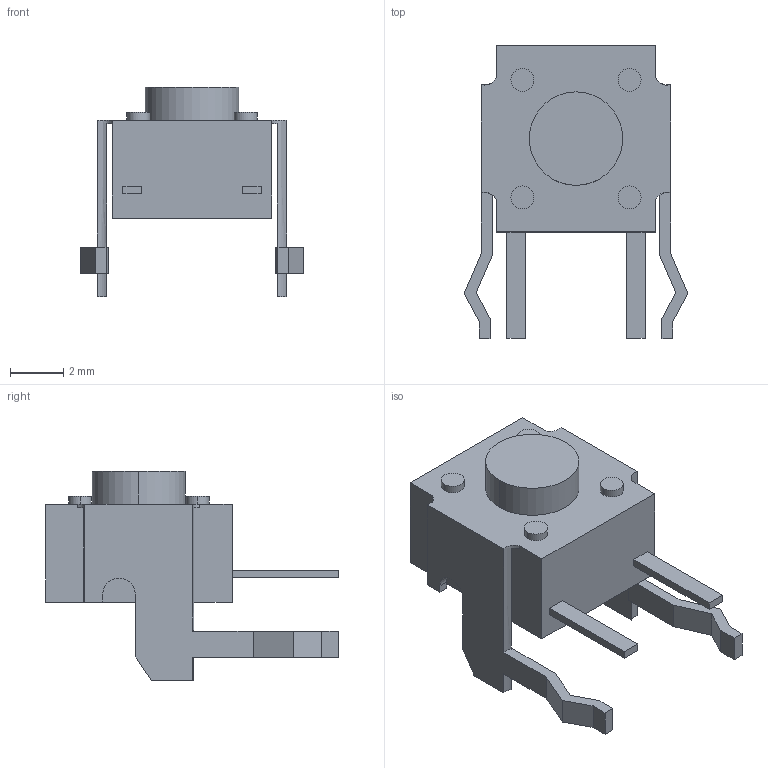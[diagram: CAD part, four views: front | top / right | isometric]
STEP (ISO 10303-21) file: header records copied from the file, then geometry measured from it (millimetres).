
FILE_DESCRIPTION (( 'STEP AP203' ), '1' );
FILE_NAME ('TE Connectivity ALCOSWITCH Switches 1825027-5.STEP', '2017-06-13T08:42:27', ( '' ), ( '' ), 'SwSTEP 2.0', 'SolidWorks 2016', '' );
FILE_SCHEMA (( 'CONFIG_CONTROL_DESIGN' ));
Length unit declared in the file: millimetre
Products named in the file (1): TE Connectivity ALCOSWITCH Switches 1825027-5
Bounding box: 8.41 x 11.01 x 7.87 mm (x, y, z)
Volume: 188.3 mm3; surface area: 343.8 mm2
Topology: 1 solids, 1 shells, 77 faces, 204 edges, 136 vertices
Faces by surface type: plane 59, cylinder 12, bspline 6
Entity records: 2451 total; most frequent: CARTESIAN_POINT 480, ORIENTED_EDGE 408, DIRECTION 356, EDGE_CURVE 204, VECTOR 164, LINE 164, VERTEX_POINT 136, AXIS2_PLACEMENT_3D 96
